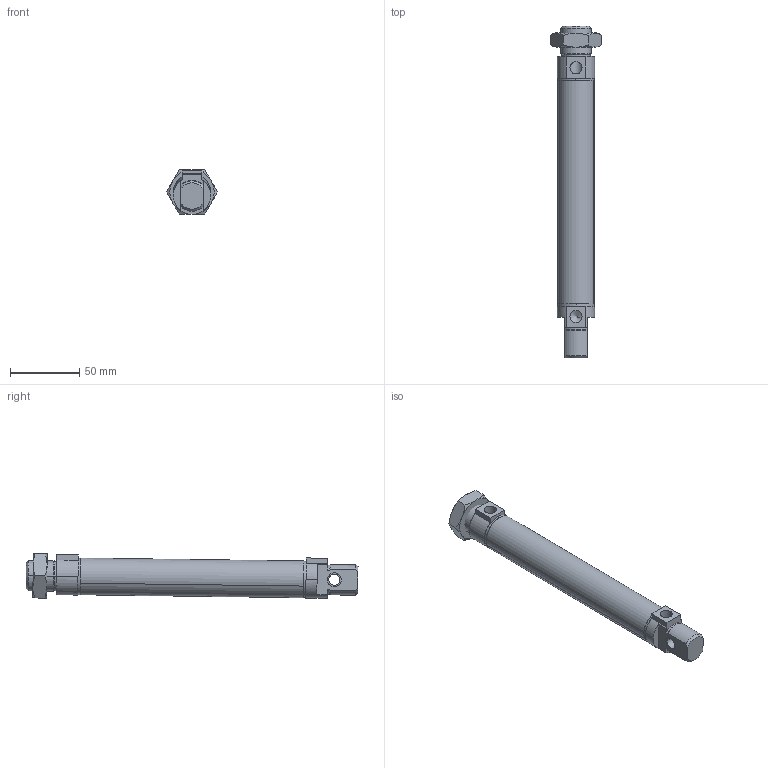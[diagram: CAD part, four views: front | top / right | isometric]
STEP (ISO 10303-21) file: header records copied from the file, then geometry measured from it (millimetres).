
FILE_DESCRIPTION (( 'STEP AP214' ), '1' );
FILE_NAME ('piston.STEP', '2020-01-09T12:38:05', ( '' ), ( '' ), 'SwSTEP 2.0', 'SolidWorks 2019', '' );
FILE_SCHEMA (( 'AUTOMOTIVE_DESIGN' ));
Length unit declared in the file: millimetre
Products named in the file (1): piston
Bounding box: 36.95 x 240.23 x 32.26 mm (x, y, z)
Volume: 51028.1 mm3; surface area: 41611.1 mm2
Topology: 5 solids, 5 shells, 97 faces, 224 edges, 141 vertices
Faces by surface type: cylinder 40, plane 33, cone 24
Entity records: 4101 total; most frequent: CARTESIAN_POINT 721, DIRECTION 484, ORIENTED_EDGE 444, EDGE_CURVE 222, AXIS2_PLACEMENT_3D 198, VERTEX_POINT 141, EDGE_LOOP 115, UNCERTAINTY_MEASURE_WITH_UNIT 104
